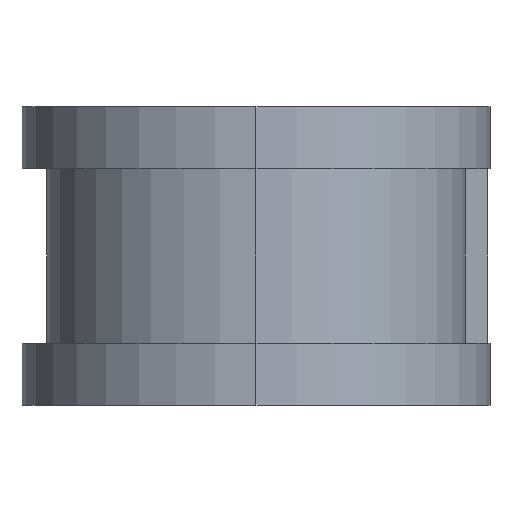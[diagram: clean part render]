
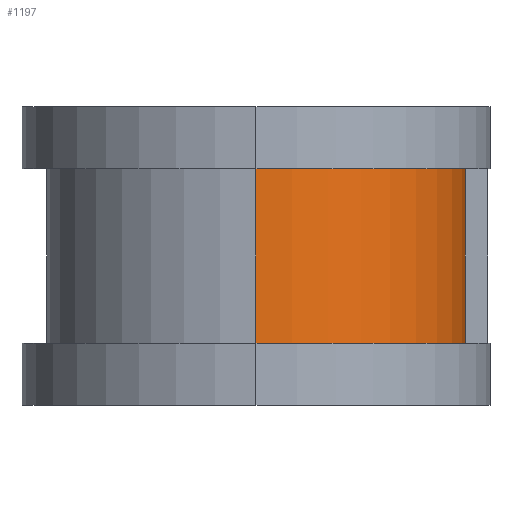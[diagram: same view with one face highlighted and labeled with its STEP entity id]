
A CAD part, left-side view. The second image highlights one B-rep face of the part: STEP entity #1197.
In plain terms, the highlighted cylindrical face has radius 16.8 mm (diameter 33.6 mm), a partial arc.
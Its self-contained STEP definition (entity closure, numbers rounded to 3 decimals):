
#14 = CARTESIAN_POINT ( 'NONE',  ( -16.8, 16., 7. ) ) ;
#31 = DIRECTION ( 'NONE',  ( 0., -1., 0. ) ) ;
#32 = CIRCLE ( 'NONE', #959, 16.8 ) ;
#100 = DIRECTION ( 'NONE',  ( 0., 0., -1. ) ) ;
#174 = ORIENTED_EDGE ( 'NONE', *, *, #1543, .T. ) ;
#205 = LINE ( 'NONE', #555, #715 ) ;
#238 = EDGE_CURVE ( 'NONE', #312, #601, #973, .T. ) ;
#284 = EDGE_CURVE ( 'NONE', #497, #312, #1357, .T. ) ;
#312 = VERTEX_POINT ( 'NONE', #1246 ) ;
#334 = EDGE_LOOP ( 'NONE', ( #1283, #174, #1475, #1431 ) ) ;
#479 = CARTESIAN_POINT ( 'NONE',  ( 0., 16., -7. ) ) ;
#497 = VERTEX_POINT ( 'NONE', #1332 ) ;
#524 = FACE_OUTER_BOUND ( 'NONE', #334, .T. ) ;
#546 = CARTESIAN_POINT ( 'NONE',  ( 0., -0.8, 10. ) ) ;
#555 = CARTESIAN_POINT ( 'NONE',  ( -16.8, 16., 10. ) ) ;
#601 = VERTEX_POINT ( 'NONE', #1238 ) ;
#715 = VECTOR ( 'NONE', #1507, 1000. ) ;
#785 = DIRECTION ( 'NONE',  ( 0., 0., -1. ) ) ;
#885 = EDGE_CURVE ( 'NONE', #497, #1300, #32, .T. ) ;
#923 = VECTOR ( 'NONE', #1259, 1000. ) ;
#959 = AXIS2_PLACEMENT_3D ( 'NONE', #1312, #785, #1542 ) ;
#973 = CIRCLE ( 'NONE', #1253, 16.8 ) ;
#1059 = DIRECTION ( 'NONE',  ( -1., 0., 0. ) ) ;
#1160 = CYLINDRICAL_SURFACE ( 'NONE', #1315, 16.8 ) ;
#1197 = ADVANCED_FACE ( 'NONE', ( #524 ), #1160, .T. ) ;
#1238 = CARTESIAN_POINT ( 'NONE',  ( -16.8, 16., -7. ) ) ;
#1246 = CARTESIAN_POINT ( 'NONE',  ( 0., -0.8, -7. ) ) ;
#1253 = AXIS2_PLACEMENT_3D ( 'NONE', #479, #1444, #31 ) ;
#1259 = DIRECTION ( 'NONE',  ( 0., 0., -1. ) ) ;
#1283 = ORIENTED_EDGE ( 'NONE', *, *, #885, .T. ) ;
#1300 = VERTEX_POINT ( 'NONE', #14 ) ;
#1312 = CARTESIAN_POINT ( 'NONE',  ( 0., 16., 7. ) ) ;
#1315 = AXIS2_PLACEMENT_3D ( 'NONE', #1524, #100, #1059 ) ;
#1332 = CARTESIAN_POINT ( 'NONE',  ( 0., -0.8, 7. ) ) ;
#1357 = LINE ( 'NONE', #546, #923 ) ;
#1431 = ORIENTED_EDGE ( 'NONE', *, *, #284, .F. ) ;
#1444 = DIRECTION ( 'NONE',  ( 0., 0., -1. ) ) ;
#1475 = ORIENTED_EDGE ( 'NONE', *, *, #238, .F. ) ;
#1507 = DIRECTION ( 'NONE',  ( 0., 0., -1. ) ) ;
#1524 = CARTESIAN_POINT ( 'NONE',  ( 0., 16., 10. ) ) ;
#1542 = DIRECTION ( 'NONE',  ( 0., -1., 0. ) ) ;
#1543 = EDGE_CURVE ( 'NONE', #1300, #601, #205, .T. ) ;
